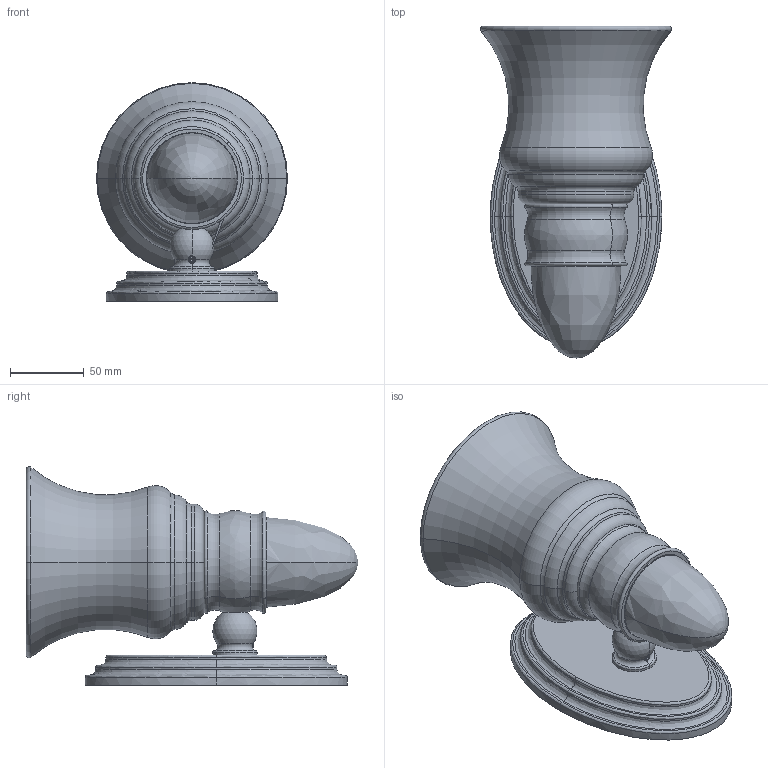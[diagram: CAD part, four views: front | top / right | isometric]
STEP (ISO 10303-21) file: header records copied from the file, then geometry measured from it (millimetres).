
FILE_DESCRIPTION((''),'2;1');
FILE_NAME('1481SO_SW0001','2010-11-29T',('project'),(''),'PRO/ENGINEER BY PARAMETRIC TECHNOLOGY CORPORATION, 2009300','PRO/ENGINEER BY PARAMETRIC TECHNOLOGY CORPORATION, 2009300','');
FILE_SCHEMA(('CONFIG_CONTROL_DESIGN'));
Length unit declared in the file: inch
Products named in the file (1): 1481SO_SW0001
Bounding box: 129.67 x 225.26 x 148.42 mm (x, y, z)
Surface area: 212892.1 mm2 (no closed solid volume)
Topology: 0 solids, 33 shells, 495 faces, 1558 edges, 1097 vertices
Faces by surface type: plane 161, cylinder 154, torus 71, bspline 55, cone 30, extrusion 12, sphere 8, revolution 4
Entity records: 32155 total; most frequent: CARTESIAN_POINT 18976, ORIENTED_EDGE 2603, DIRECTION 2567, EDGE_CURVE 1541, VERTEX_POINT 1097, AXIS2_PLACEMENT_3D 925, VECTOR 713, LINE 701
